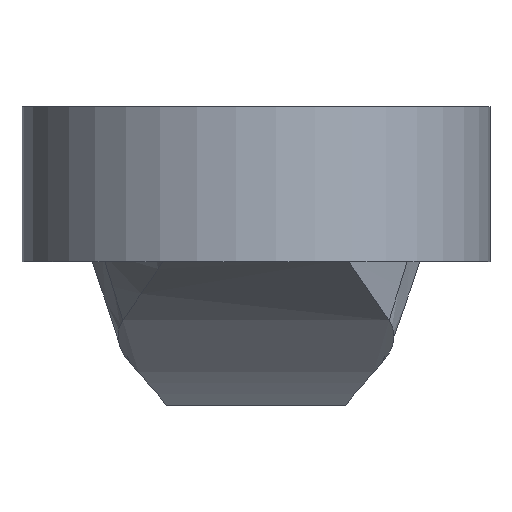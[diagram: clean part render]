
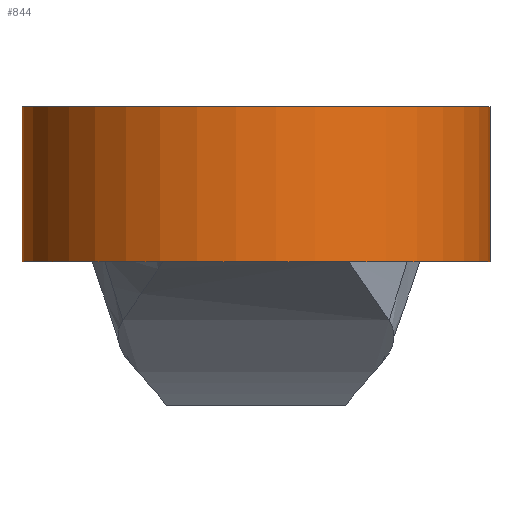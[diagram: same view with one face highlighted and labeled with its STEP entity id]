
A CAD part, front view. The second image highlights one B-rep face of the part: STEP entity #844.
In plain terms, the highlighted cylindrical face has radius 3.925 mm (diameter 7.85 mm), a partial arc.
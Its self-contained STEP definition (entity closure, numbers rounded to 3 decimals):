
#36=CYLINDRICAL_SURFACE('',#909,3.925);
#57=LINE('',#1339,#126);
#59=LINE('',#1345,#128);
#126=VECTOR('',#1015,10.);
#128=VECTOR('',#1021,10.);
#220=FACE_OUTER_BOUND('',#269,.T.);
#269=EDGE_LOOP('',(#594,#595,#596,#597));
#321=CIRCLE('',#910,3.925);
#322=CIRCLE('',#911,3.925);
#366=VERTEX_POINT('',#1285);
#368=VERTEX_POINT('',#1301);
#374=VERTEX_POINT('',#1338);
#376=VERTEX_POINT('',#1344);
#459=EDGE_CURVE('',#374,#368,#57,.T.);
#462=EDGE_CURVE('',#366,#376,#59,.T.);
#463=EDGE_CURVE('',#376,#374,#321,.T.);
#464=EDGE_CURVE('',#366,#368,#322,.T.);
#594=ORIENTED_EDGE('',*,*,#462,.T.);
#595=ORIENTED_EDGE('',*,*,#463,.T.);
#596=ORIENTED_EDGE('',*,*,#459,.T.);
#597=ORIENTED_EDGE('',*,*,#464,.F.);
#844=ADVANCED_FACE('',(#220),#36,.T.);
#909=AXIS2_PLACEMENT_3D('',#1343,#1019,#1020);
#910=AXIS2_PLACEMENT_3D('',#1346,#1022,#1023);
#911=AXIS2_PLACEMENT_3D('',#1347,#1024,#1025);
#1015=DIRECTION('',(0.,0.,-1.));
#1019=DIRECTION('center_axis',(0.,0.,-1.));
#1020=DIRECTION('ref_axis',(0.,-1.,0.));
#1021=DIRECTION('',(0.,0.,1.));
#1022=DIRECTION('center_axis',(0.,0.,
-1.));
#1023=DIRECTION('ref_axis',(1.,0.,0.));
#1024=DIRECTION('center_axis',(0.,0.,
-1.));
#1025=DIRECTION('ref_axis',(1.,0.,0.));
#1285=CARTESIAN_POINT('',(2.988,-29.955,6.4));
#1301=CARTESIAN_POINT('',(-2.988,-29.955,6.4));
#1338=CARTESIAN_POINT('',(-2.988,-29.955,9.));
#1339=CARTESIAN_POINT('',(-2.988,-29.955,9.));
#1343=CARTESIAN_POINT('Origin',(0.,-32.5,9.));
#1344=CARTESIAN_POINT('',(2.988,-29.955,9.));
#1345=CARTESIAN_POINT('',(2.988,-29.955,9.));
#1346=CARTESIAN_POINT('Origin',(0.,-32.5,9.));
#1347=CARTESIAN_POINT('Origin',(0.,-32.5,6.4));
